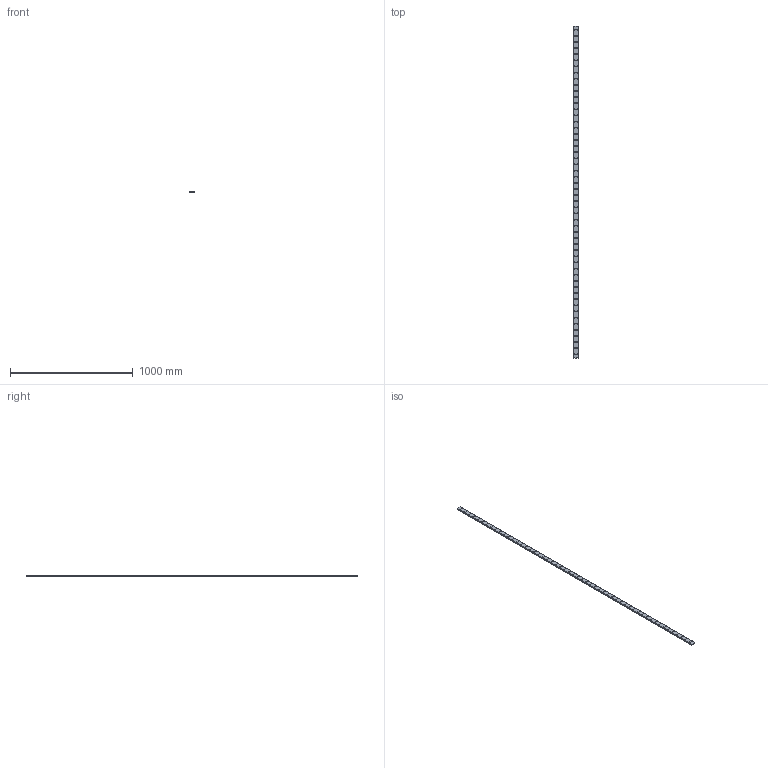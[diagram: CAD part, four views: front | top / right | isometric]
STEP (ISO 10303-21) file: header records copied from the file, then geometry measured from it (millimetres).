
FILE_DESCRIPTION(('STEP AP214'),'1');
FILE_NAME('cctmp_EBC559C5-01C3-4BD2-AE99-AF60C3B55594_2021_03_04_11_53_24_0515..stp','2021-03-04T10:53:24',('HIWIN GmbH'),('CADClick - www.CADClick.com'),'Spatial InterOp 3D',' ','unknown authorization');
FILE_SCHEMA(('AUTOMOTIVE_DESIGN'));
Length unit declared in the file: millimetre
Products named in the file (1): WER21R2710H_FILE
Bounding box: 37 x 2710 x 11 mm (x, y, z)
Volume: 1004399.2 mm3; surface area: 293193.1 mm2
Topology: 1 solids, 1 shells, 1075 faces, 2235 edges, 1490 vertices
Faces by surface type: cylinder 666, plane 409
Entity records: 37845 total; most frequent: DIRECTION 5719, CARTESIAN_POINT 4801, ORIENTED_EDGE 4470, AXIS2_PLACEMENT_3D 2408, EDGE_CURVE 2235, VERTEX_POINT 1490, EDGE_LOOP 1403, CIRCLE 1332
